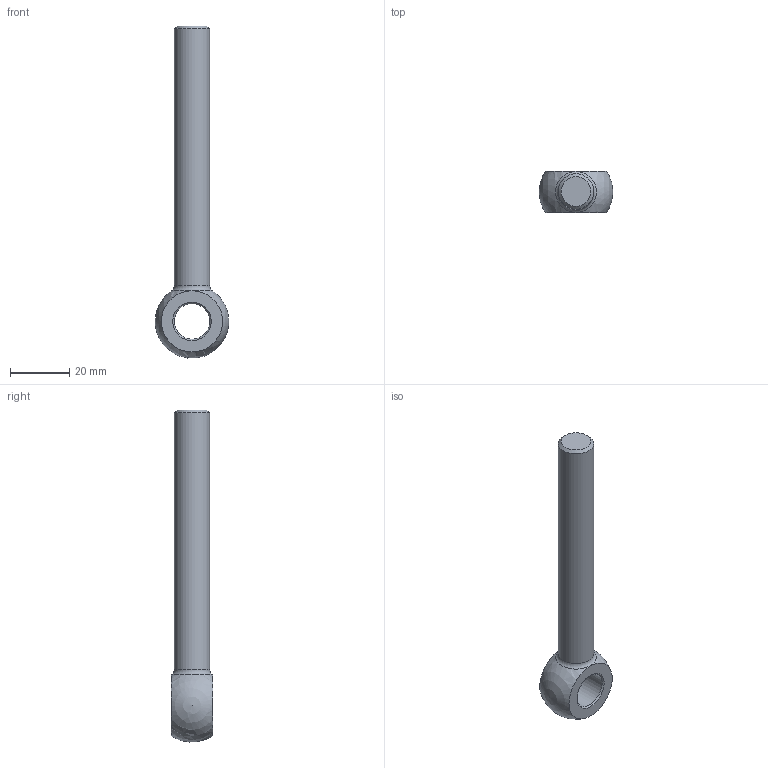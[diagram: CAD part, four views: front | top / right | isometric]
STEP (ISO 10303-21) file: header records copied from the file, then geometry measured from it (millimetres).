
FILE_DESCRIPTION (( 'STEP AP203' ), '1' );
FILE_NAME ('58375-240-12.step', '2020-01-24T08:35:02', ( '' ), ( '' ), 'SwSTEP 2.0', 'SolidWorks 2015', '' );
FILE_SCHEMA (( 'CONFIG_CONTROL_DESIGN' ));
Length unit declared in the file: millimetre
Products named in the file (2): 58375-240-12
Bounding box: 25 x 14 x 112.39 mm (x, y, z)
Volume: 14531.6 mm3; surface area: 5379.5 mm2
Topology: 1 solids, 1 shells, 267 faces, 711 edges, 474 vertices
Faces by surface type: plane 117, bspline 116, cylinder 29, cone 3, sphere 1, torus 1
Full cylindrical faces by diameter (mm): 12 x2
Entity records: 12858 total; most frequent: CARTESIAN_POINT 6872, ORIENTED_EDGE 1400, DIRECTION 858, EDGE_CURVE 700, VERTEX_POINT 470, VECTOR 324, LINE 324, EDGE_LOOP 304
